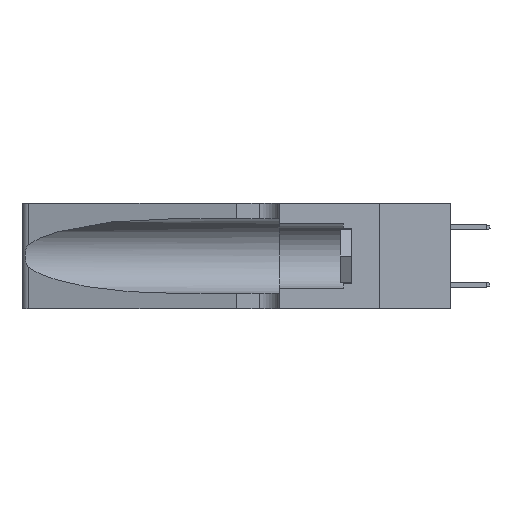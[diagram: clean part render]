
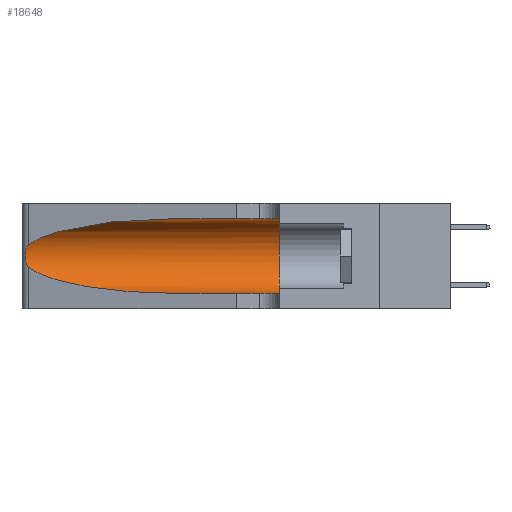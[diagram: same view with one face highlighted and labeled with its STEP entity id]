
A CAD part, left-side view. The second image highlights one B-rep face of the part: STEP entity #18648.
In plain terms, the highlighted cylindrical face has radius 3.308 mm (diameter 6.617 mm), a partial arc.
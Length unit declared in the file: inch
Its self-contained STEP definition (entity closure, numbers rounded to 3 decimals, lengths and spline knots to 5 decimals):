
#22 = VERTEX_POINT ( 'NONE', #4960 ) ;
#668 = CARTESIAN_POINT ( 'NONE',  ( 0.25787, 1.23484, 0.2124 ) ) ;
#1645 = EDGE_CURVE ( 'NONE', #31593, #24884, #8632, .T. ) ;
#2175 = DIRECTION ( 'NONE',  ( 0., 1., 0. ) ) ;
#2220 = CARTESIAN_POINT ( 'NONE',  ( 0.18966, 0.96281, 0.31525 ) ) ;
#2779 = CARTESIAN_POINT ( 'NONE',  ( 0.26018, 1.23835, 0.19895 ) ) ;
#3167 = CARTESIAN_POINT ( 'NONE',  ( 0.26017, 1.23833, 0.17102 ) ) ;
#4356 = CARTESIAN_POINT ( 'NONE',  ( 0.2373, 1.15595, 0.08982 ) ) ;
#4960 = CARTESIAN_POINT ( 'NONE',  ( 0.1305, 0.35, 0.31525 ) ) ;
#5637 = AXIS2_PLACEMENT_3D ( 'NONE', #35556, #26400, #9359 ) ;
#7246 = LINE ( 'NONE', #23934, #11457 ) ;
#7591 = B_SPLINE_CURVE_WITH_KNOTS ( 'NONE', 3,
 ( #29587, #9296, #29014, #668, #12355, #2779, #26144, #34168, #3167, #11596, #14849, #23266, #10244, #18634 ),
 .UNSPECIFIED., .F., .F.,
 ( 4, 2, 2, 2, 2, 2, 4 ),
 ( 0., 0.00027, 0.00053, 0.00107, 0.0016, 0.00187, 0.00214 ),
 .UNSPECIFIED. ) ;
#8320 = CARTESIAN_POINT ( 'NONE',  ( 0.1305, 0.35, 0.185 ) ) ;
#8632 =( BOUNDED_CURVE ( )  B_SPLINE_CURVE ( 3, ( #27541, #4356, #13361, #9750 ),
 .UNSPECIFIED., .F., .F. ) 
 B_SPLINE_CURVE_WITH_KNOTS ( ( 4, 4 ),
 ( 3.44316, 4.71239 ),
 .UNSPECIFIED. ) 
 CURVE ( )  GEOMETRIC_REPRESENTATION_ITEM ( )  RATIONAL_B_SPLINE_CURVE ( ( 1., 0.87, 0.87, 1. ) ) 
 REPRESENTATION_ITEM ( '' )  );
#8686 = ORIENTED_EDGE ( 'NONE', *, *, #14261, .T. ) ;
#9296 = CARTESIAN_POINT ( 'NONE',  ( 0.25555, 1.22994, 0.2215 ) ) ;
#9338 = VECTOR ( 'NONE', #27192, 39.37008 ) ;
#9359 = DIRECTION ( 'NONE',  ( 0., 0., -1. ) ) ;
#9750 = CARTESIAN_POINT ( 'NONE',  ( 0.1305, 0.72297, 0.05475 ) ) ;
#10244 = CARTESIAN_POINT ( 'NONE',  ( 0.25555, 1.22993, 0.14849 ) ) ;
#11369 = DIRECTION ( 'NONE',  ( 0., 0., 1. ) ) ;
#11457 = VECTOR ( 'NONE', #35583, 39.37008 ) ;
#11596 = CARTESIAN_POINT ( 'NONE',  ( 0.25856, 1.23593, 0.16098 ) ) ;
#12355 = CARTESIAN_POINT ( 'NONE',  ( 0.25854, 1.2359, 0.20912 ) ) ;
#13114 = AXIS2_PLACEMENT_3D ( 'NONE', #8320, #2175, #11369 ) ;
#13194 = LINE ( 'NONE', #15504, #9338 ) ;
#13238 = ORIENTED_EDGE ( 'NONE', *, *, #1645, .T. ) ;
#13361 = CARTESIAN_POINT ( 'NONE',  ( 0.18966, 0.96281, 0.05475 ) ) ;
#14261 = EDGE_CURVE ( 'NONE', #36981, #19822, #21827, .T. ) ;
#14472 = EDGE_LOOP ( 'NONE', ( #8686, #30389, #13238, #29560, #36914, #22361 ) ) ;
#14849 = CARTESIAN_POINT ( 'NONE',  ( 0.25789, 1.23486, 0.15765 ) ) ;
#15094 = FACE_OUTER_BOUND ( 'NONE', #14472, .T. ) ;
#15504 = CARTESIAN_POINT ( 'NONE',  ( 0.1305, 1.61858, 0.31525 ) ) ;
#16931 = EDGE_CURVE ( 'NONE', #36981, #22, #13194, .T. ) ;
#17776 = CARTESIAN_POINT ( 'NONE',  ( 0.1305, 0.72297, 0.05475 ) ) ;
#18375 = CARTESIAN_POINT ( 'NONE',  ( 0.25487, 1.22718, 0.14631 ) ) ;
#18634 = CARTESIAN_POINT ( 'NONE',  ( 0.25487, 1.22718, 0.14631 ) ) ;
#18648 = ADVANCED_FACE ( 'NONE', ( #15094 ), #23907, .F. ) ;
#19232 = CIRCLE ( 'NONE', #13114, 0.13025 ) ;
#19822 = VERTEX_POINT ( 'NONE', #22906 ) ;
#21441 = CARTESIAN_POINT ( 'NONE',  ( 0.1305, 0.35, 0.05475 ) ) ;
#21827 =( BOUNDED_CURVE ( )  B_SPLINE_CURVE ( 3, ( #33634, #2220, #31510, #22521 ),
 .UNSPECIFIED., .F., .F. ) 
 B_SPLINE_CURVE_WITH_KNOTS ( ( 4, 4 ),
 ( 1.5708, 2.84003 ),
 .UNSPECIFIED. ) 
 CURVE ( )  GEOMETRIC_REPRESENTATION_ITEM ( )  RATIONAL_B_SPLINE_CURVE ( ( 1., 0.87, 0.87, 1. ) ) 
 REPRESENTATION_ITEM ( '' )  );
#22361 = ORIENTED_EDGE ( 'NONE', *, *, #16931, .F. ) ;
#22521 = CARTESIAN_POINT ( 'NONE',  ( 0.25487, 1.22718, 0.22369 ) ) ;
#22906 = CARTESIAN_POINT ( 'NONE',  ( 0.25487, 1.22718, 0.22369 ) ) ;
#23266 = CARTESIAN_POINT ( 'NONE',  ( 0.25639, 1.23186, 0.15144 ) ) ;
#23907 = CYLINDRICAL_SURFACE ( 'NONE', #5637, 0.13025 ) ;
#23934 = CARTESIAN_POINT ( 'NONE',  ( 0.1305, 1.61858, 0.05475 ) ) ;
#24884 = VERTEX_POINT ( 'NONE', #17776 ) ;
#26144 = CARTESIAN_POINT ( 'NONE',  ( 0.26075, 1.23896, 0.19203 ) ) ;
#26400 = DIRECTION ( 'NONE',  ( 0., -1., 0. ) ) ;
#26449 = EDGE_CURVE ( 'NONE', #24884, #32684, #7246, .T. ) ;
#27192 = DIRECTION ( 'NONE',  ( 0., -1., 0. ) ) ;
#27541 = CARTESIAN_POINT ( 'NONE',  ( 0.25487, 1.22718, 0.14631 ) ) ;
#28018 = EDGE_CURVE ( 'NONE', #19822, #31593, #7591, .T. ) ;
#29014 = CARTESIAN_POINT ( 'NONE',  ( 0.25639, 1.23184, 0.21858 ) ) ;
#29560 = ORIENTED_EDGE ( 'NONE', *, *, #26449, .T. ) ;
#29587 = CARTESIAN_POINT ( 'NONE',  ( 0.25487, 1.22718, 0.22369 ) ) ;
#30389 = ORIENTED_EDGE ( 'NONE', *, *, #28018, .T. ) ;
#31510 = CARTESIAN_POINT ( 'NONE',  ( 0.2373, 1.15595, 0.28018 ) ) ;
#31593 = VERTEX_POINT ( 'NONE', #18375 ) ;
#32684 = VERTEX_POINT ( 'NONE', #21441 ) ;
#33634 = CARTESIAN_POINT ( 'NONE',  ( 0.1305, 0.72297, 0.31525 ) ) ;
#34168 = CARTESIAN_POINT ( 'NONE',  ( 0.26075, 1.23896, 0.178 ) ) ;
#35556 = CARTESIAN_POINT ( 'NONE',  ( 0.1305, 1.61858, 0.185 ) ) ;
#35583 = DIRECTION ( 'NONE',  ( 0., -1., 0. ) ) ;
#36290 = EDGE_CURVE ( 'NONE', #22, #32684, #19232, .T. ) ;
#36320 = CARTESIAN_POINT ( 'NONE',  ( 0.1305, 0.72297, 0.31525 ) ) ;
#36914 = ORIENTED_EDGE ( 'NONE', *, *, #36290, .F. ) ;
#36981 = VERTEX_POINT ( 'NONE', #36320 ) ;
